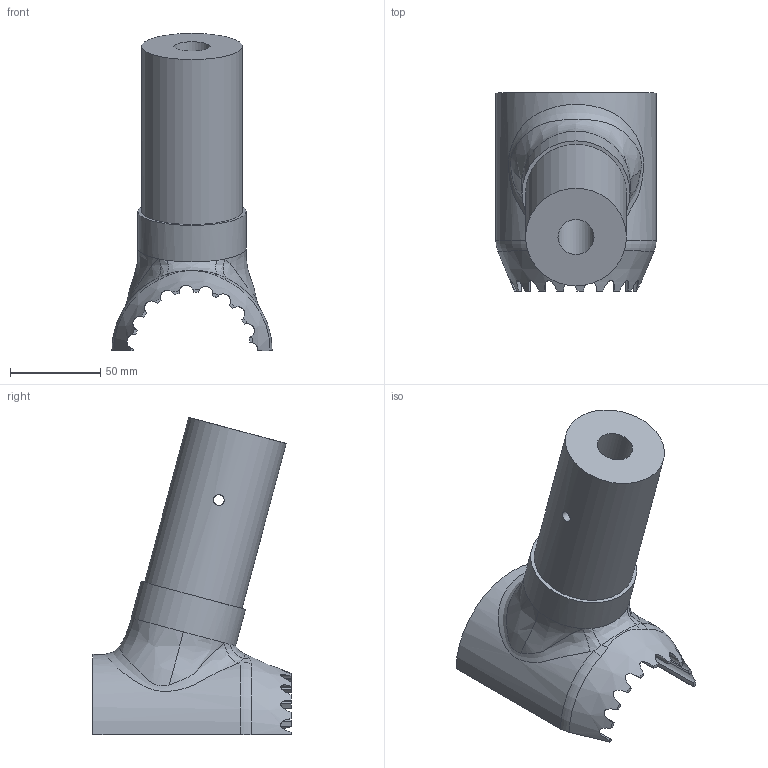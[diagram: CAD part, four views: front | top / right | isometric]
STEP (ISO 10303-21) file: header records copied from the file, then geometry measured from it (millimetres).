
FILE_DESCRIPTION(/* description */ ('STEP AP242','CAx-IF Rec.Pracs.---Representation and Presentation of Product Manufacturing Information (PMI)---4.0---2014-10-13','CAx-IF Rec.Pracs.---3D Tessellated Geometry---0.4---2014-09-14','2;1'),/* implementation_level */ '2;1');
FILE_NAME(/* name */ '68c678c122bc93ed2ef2cc69',/* time_stamp */ '2025-09-14T08:11:46Z',/* author */ (''),/* organization */ (''),/* preprocessor_version */ 'ST-DEVELOPER v20',/* originating_system */ 'ONSHAPE BY PTC INC, 1.203',/* authorisation */ ' ');
FILE_SCHEMA (('AP242_MANAGED_MODEL_BASED_3D_ENGINEERING_MIM_LF { 1 0 10303 442 1 1 4 }'));
Length unit declared in the file: metre
Products named in the file (1): Part27^Assembly 1.step
Bounding box: 89 x 110 x 176.14 mm (x, y, z)
Volume: 412216.9 mm3; surface area: 67433.7 mm2
Topology: 1 solids, 1 shells, 89 faces, 261 edges, 171 vertices
Faces by surface type: cylinder 39, bspline 22, plane 17, cone 7, torus 4
Full cylindrical faces by diameter (mm): 5.5 x6, 6 x2, 20 x1, 56 x1, 60 x1
Entity records: 5561 total; most frequent: CARTESIAN_POINT 3458, ORIENTED_EDGE 462, DIRECTION 375, EDGE_CURVE 231, AXIS2_PLACEMENT_3D 167, VERTEX_POINT 164, FACE_BOUND 121, EDGE_LOOP 115
